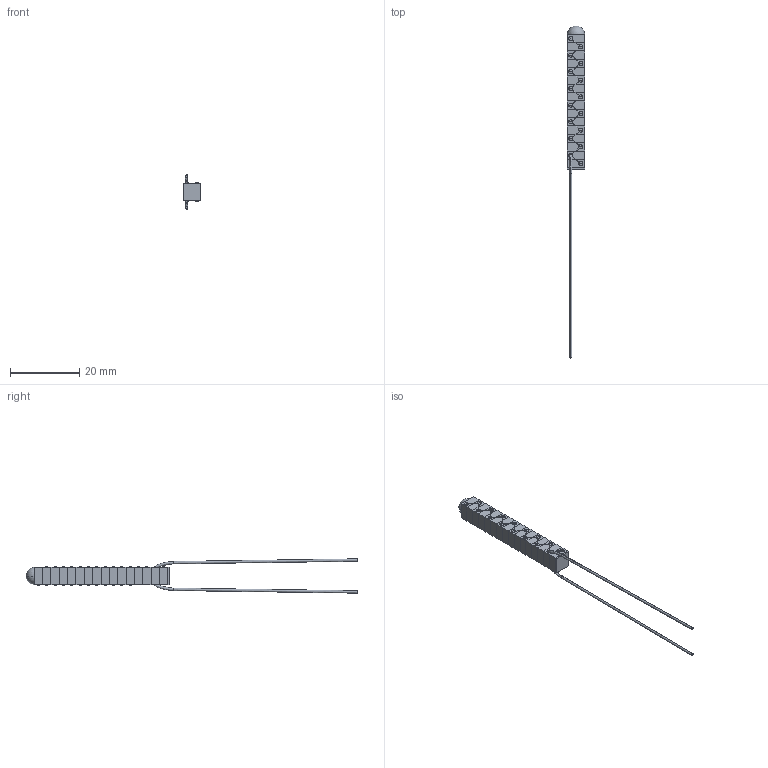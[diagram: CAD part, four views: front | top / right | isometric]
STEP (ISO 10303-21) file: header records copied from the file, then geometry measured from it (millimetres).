
FILE_DESCRIPTION (( 'STEP AP214' ), '1' );
FILE_NAME ('PK2FVP1.STEP', '2014-07-31T06:55:11', ( '' ), ( '' ), 'SwSTEP 2.0', 'SolidWorks 2012', '' );
FILE_SCHEMA (( 'AUTOMOTIVE_DESIGN' ));
Length unit declared in the file: millimetre
Products named in the file (1): PK2FVP1
Bounding box: 5 x 95.57 x 9.87 mm (x, y, z)
Volume: 1052.1 mm3; surface area: 1964.5 mm2
Topology: 26 solids, 26 shells, 342 faces, 729 edges, 446 vertices
Faces by surface type: plane 143, cylinder 138, sphere 57, bspline 4
Entity records: 11256 total; most frequent: CARTESIAN_POINT 2444, DIRECTION 1545, ORIENTED_EDGE 1458, EDGE_CURVE 729, AXIS2_PLACEMENT_3D 585, VERTEX_POINT 446, VECTOR 375, LINE 375
